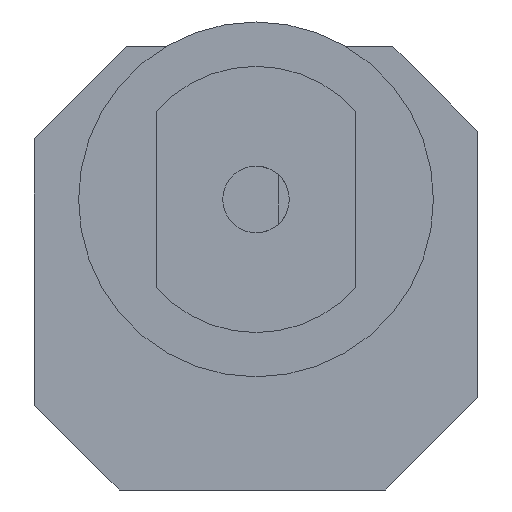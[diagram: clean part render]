
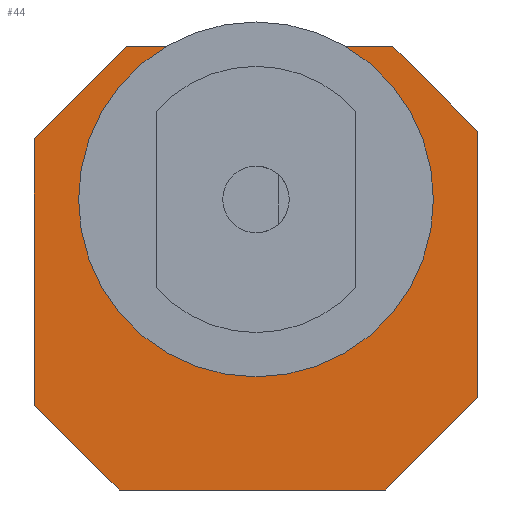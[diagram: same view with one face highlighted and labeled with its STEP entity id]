
A CAD part, front view. The second image highlights one B-rep face of the part: STEP entity #44.
In plain terms, the highlighted planar face has unit normal (0, -1, 0).
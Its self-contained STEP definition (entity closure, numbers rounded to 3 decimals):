
#20 = EDGE_CURVE ( 'NONE', #857, #433, #89, .T. ) ;
#27 = CIRCLE ( 'NONE', #523, 13.8 ) ;
#28 = ORIENTED_EDGE ( 'NONE', *, *, #655, .F. ) ;
#44 = ADVANCED_FACE ( 'NONE', ( #843 ), #585, .T. ) ;
#56 = VERTEX_POINT ( 'NONE', #780 ) ;
#66 = VECTOR ( 'NONE', #570, 1000. ) ;
#72 = LINE ( 'NONE', #270, #731 ) ;
#89 = CIRCLE ( 'NONE', #546, 13.8 ) ;
#117 = CARTESIAN_POINT ( 'NONE',  ( 12.347, 76., 13.8 ) ) ;
#156 = CARTESIAN_POINT ( 'NONE',  ( -20., 76., 5.453 ) ) ;
#159 = CARTESIAN_POINT ( 'NONE',  ( -11.653, 76., 13.8 ) ) ;
#183 = EDGE_CURVE ( 'NONE', #56, #857, #763, .T. ) ;
#185 = ORIENTED_EDGE ( 'NONE', *, *, #667, .F. ) ;
#201 = CARTESIAN_POINT ( 'NONE',  ( -20., 76., -18.547 ) ) ;
#217 = CARTESIAN_POINT ( 'NONE',  ( -11.653, 76., 13.8 ) ) ;
#234 = DIRECTION ( 'NONE',  ( 0.707, 0., -0.707 ) ) ;
#235 = CARTESIAN_POINT ( 'NONE',  ( 20., 76., 6.147 ) ) ;
#251 = DIRECTION ( 'NONE',  ( 0., -1., 0. ) ) ;
#269 = EDGE_CURVE ( 'NONE', #433, #857, #27, .T. ) ;
#270 = CARTESIAN_POINT ( 'NONE',  ( -20., 76., 5.453 ) ) ;
#274 = LINE ( 'NONE', #201, #349 ) ;
#287 = VECTOR ( 'NONE', #290, 1000. ) ;
#290 = DIRECTION ( 'NONE',  ( 1., 0., 0. ) ) ;
#291 = LINE ( 'NONE', #217, #808 ) ;
#293 = CARTESIAN_POINT ( 'NONE',  ( 12.347, 76., 13.8 ) ) ;
#296 = CARTESIAN_POINT ( 'NONE',  ( 0., 76., 13.8 ) ) ;
#297 = CARTESIAN_POINT ( 'NONE',  ( -11.653, 76., 13.8 ) ) ;
#300 = LINE ( 'NONE', #297, #66 ) ;
#310 = VERTEX_POINT ( 'NONE', #293 ) ;
#314 = ORIENTED_EDGE ( 'NONE', *, *, #813, .F. ) ;
#340 = ORIENTED_EDGE ( 'NONE', *, *, #543, .F. ) ;
#349 = VECTOR ( 'NONE', #597, 1000. ) ;
#366 = CARTESIAN_POINT ( 'NONE',  ( 0., 76., 0. ) ) ;
#404 = ORIENTED_EDGE ( 'NONE', *, *, #269, .T. ) ;
#411 = CARTESIAN_POINT ( 'NONE',  ( -20., 76., -18.547 ) ) ;
#424 = CARTESIAN_POINT ( 'NONE',  ( -12.347, 76., -26.2 ) ) ;
#433 = VERTEX_POINT ( 'NONE', #549 ) ;
#435 = CARTESIAN_POINT ( 'NONE',  ( 11.653, 76., -26.2 ) ) ;
#437 = ORIENTED_EDGE ( 'NONE', *, *, #689, .F. ) ;
#440 = DIRECTION ( 'NONE',  ( 0., 0., -1. ) ) ;
#456 = DIRECTION ( 'NONE',  ( 0., 0., 1. ) ) ;
#465 = VERTEX_POINT ( 'NONE', #156 ) ;
#471 = AXIS2_PLACEMENT_3D ( 'NONE', #850, #251, #519 ) ;
#477 = VERTEX_POINT ( 'NONE', #411 ) ;
#490 = VERTEX_POINT ( 'NONE', #811 ) ;
#499 = VERTEX_POINT ( 'NONE', #629 ) ;
#501 = DIRECTION ( 'NONE',  ( 0., 0., 1. ) ) ;
#504 = VECTOR ( 'NONE', #234, 1000. ) ;
#519 = DIRECTION ( 'NONE',  ( 0., 0., -1. ) ) ;
#523 = AXIS2_PLACEMENT_3D ( 'NONE', #366, #642, #695 ) ;
#543 = EDGE_CURVE ( 'NONE', #465, #56, #291, .T. ) ;
#546 = AXIS2_PLACEMENT_3D ( 'NONE', #649, #631, #501 ) ;
#549 = CARTESIAN_POINT ( 'NONE',  ( 0., 76., -13.8 ) ) ;
#570 = DIRECTION ( 'NONE',  ( 1., 0., 0. ) ) ;
#572 = ORIENTED_EDGE ( 'NONE', *, *, #20, .T. ) ;
#574 = EDGE_CURVE ( 'NONE', #499, #490, #826, .T. ) ;
#585 = PLANE ( 'NONE',  #471 ) ;
#597 = DIRECTION ( 'NONE',  ( -0.707, 0., 0.707 ) ) ;
#615 = ORIENTED_EDGE ( 'NONE', *, *, #757, .F. ) ;
#629 = CARTESIAN_POINT ( 'NONE',  ( 11.653, 76., -26.2 ) ) ;
#631 = DIRECTION ( 'NONE',  ( 0., 1., 0. ) ) ;
#638 = ORIENTED_EDGE ( 'NONE', *, *, #841, .F. ) ;
#642 = DIRECTION ( 'NONE',  ( 0., 1., 0. ) ) ;
#644 = LINE ( 'NONE', #435, #701 ) ;
#649 = CARTESIAN_POINT ( 'NONE',  ( 0., 76., 0. ) ) ;
#655 = EDGE_CURVE ( 'NONE', #857, #310, #300, .T. ) ;
#656 = VECTOR ( 'NONE', #694, 1000. ) ;
#658 = ORIENTED_EDGE ( 'NONE', *, *, #183, .F. ) ;
#667 = EDGE_CURVE ( 'NONE', #735, #499, #644, .T. ) ;
#669 = CARTESIAN_POINT ( 'NONE',  ( 20., 76., -17.853 ) ) ;
#689 = EDGE_CURVE ( 'NONE', #740, #735, #830, .T. ) ;
#694 = DIRECTION ( 'NONE',  ( -1., 0., 0. ) ) ;
#695 = DIRECTION ( 'NONE',  ( 0., 0., 1. ) ) ;
#701 = VECTOR ( 'NONE', #704, 1000. ) ;
#703 = LINE ( 'NONE', #117, #504 ) ;
#704 = DIRECTION ( 'NONE',  ( -0.707, 0., -0.707 ) ) ;
#715 = ORIENTED_EDGE ( 'NONE', *, *, #574, .F. ) ;
#731 = VECTOR ( 'NONE', #456, 1000. ) ;
#732 = CARTESIAN_POINT ( 'NONE',  ( 20., 76., 6.147 ) ) ;
#735 = VERTEX_POINT ( 'NONE', #669 ) ;
#740 = VERTEX_POINT ( 'NONE', #732 ) ;
#745 = DIRECTION ( 'NONE',  ( 0.707, 0., 0.707 ) ) ;
#757 = EDGE_CURVE ( 'NONE', #477, #465, #72, .T. ) ;
#763 = LINE ( 'NONE', #159, #287 ) ;
#780 = CARTESIAN_POINT ( 'NONE',  ( -11.653, 76., 13.8 ) ) ;
#808 = VECTOR ( 'NONE', #745, 1000. ) ;
#811 = CARTESIAN_POINT ( 'NONE',  ( -12.347, 76., -26.2 ) ) ;
#813 = EDGE_CURVE ( 'NONE', #490, #477, #274, .T. ) ;
#826 = LINE ( 'NONE', #424, #656 ) ;
#830 = LINE ( 'NONE', #235, #860 ) ;
#841 = EDGE_CURVE ( 'NONE', #310, #740, #703, .T. ) ;
#843 = FACE_OUTER_BOUND ( 'NONE', #862, .T. ) ;
#850 = CARTESIAN_POINT ( 'NONE',  ( 0., 76., 0. ) ) ;
#857 = VERTEX_POINT ( 'NONE', #296 ) ;
#860 = VECTOR ( 'NONE', #440, 1000. ) ;
#862 = EDGE_LOOP ( 'NONE', ( #28, #572, #404, #658, #340, #615, #314, #715, #185, #437, #638 ) ) ;
